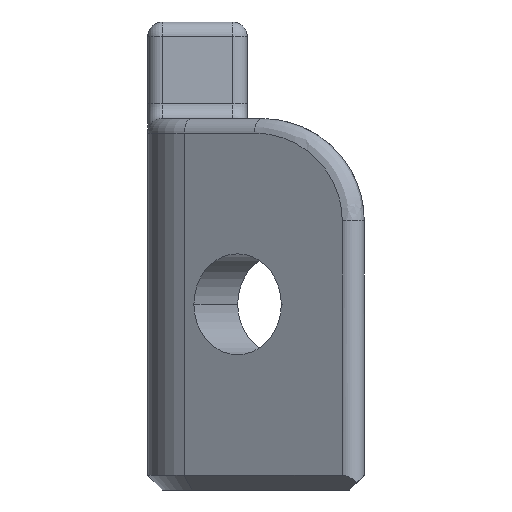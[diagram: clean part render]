
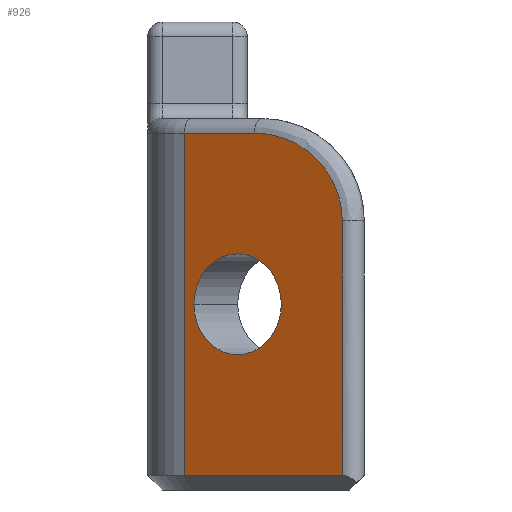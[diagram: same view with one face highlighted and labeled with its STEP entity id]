
A CAD part, left-side view. The second image highlights one B-rep face of the part: STEP entity #926.
In plain terms, the highlighted planar face has unit normal (-0.866, 0.5, 0).
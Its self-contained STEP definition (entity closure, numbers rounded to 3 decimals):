
#71 = ORIENTED_EDGE ( 'NONE', *, *, #598, .T. ) ;
#112 = FACE_OUTER_BOUND ( 'NONE', #3055, .T. ) ;
#115 = CIRCLE ( 'NONE', #2161, 3.45 ) ;
#138 = CARTESIAN_POINT ( 'NONE',  ( -18.267, 4.3, 24.4 ) ) ;
#197 = VERTEX_POINT ( 'NONE', #138 ) ;
#239 = CARTESIAN_POINT ( 'NONE',  ( -24.503, -6.5, 1. ) ) ;
#249 = EDGE_CURVE ( 'NONE', #2302, #1052, #1746, .T. ) ;
#291 = ORIENTED_EDGE ( 'NONE', *, *, #3543, .T. ) ;
#321 = ORIENTED_EDGE ( 'NONE', *, *, #2046, .T. ) ;
#349 = VECTOR ( 'NONE', #2518, 1000. ) ;
#370 = CARTESIAN_POINT ( 'NONE',  ( -24.503, -6.5, 18.4 ) ) ;
#456 = DIRECTION ( 'NONE',  ( -0.5, -0.866, 0. ) ) ;
#462 = CARTESIAN_POINT ( 'NONE',  ( -18.267, 4.3, 32. ) ) ;
#488 = CARTESIAN_POINT ( 'NONE',  ( -24.503, -6.5, 21.915 ) ) ;
#577 = CARTESIAN_POINT ( 'NONE',  ( -20.75, 0., 24.4 ) ) ;
#598 = EDGE_CURVE ( 'NONE', #2354, #1390, #115, .T. ) ;
#614 = CARTESIAN_POINT ( 'NONE',  ( -20.369, 0.66, 12.7 ) ) ;
#791 = CARTESIAN_POINT ( 'NONE',  ( -18.644, 3.648, 12.7 ) ) ;
#839 = VECTOR ( 'NONE', #2434, 1000. ) ;
#851 = CARTESIAN_POINT ( 'NONE',  ( -20.369, 0.66, 12.7 ) ) ;
#876 = CARTESIAN_POINT ( 'NONE',  ( -22.094, -2.328, 12.7 ) ) ;
#918 = DIRECTION ( 'NONE',  ( 0.5, 0.866, 0. ) ) ;
#926 = ADVANCED_FACE ( 'NONE', ( #112, #2363 ), #2081, .F. ) ;
#963 = VERTEX_POINT ( 'NONE', #239 ) ;
#965 = VECTOR ( 'NONE', #2624, 1000. ) ;
#1052 = VERTEX_POINT ( 'NONE', #2627 ) ;
#1140 = DIRECTION ( 'NONE',  ( 0.5, 0.866, 0. ) ) ;
#1265 = ORIENTED_EDGE ( 'NONE', *, *, #1461, .T. ) ;
#1390 = VERTEX_POINT ( 'NONE', #876 ) ;
#1461 = EDGE_CURVE ( 'NONE', #1390, #2354, #2967, .T. ) ;
#1707 = EDGE_CURVE ( 'NONE', #963, #2302, #3196, .T. ) ;
#1743 = LINE ( 'NONE', #577, #965 ) ;
#1746 =( BOUNDED_CURVE ( )  B_SPLINE_CURVE ( 3, ( #2544, #488, #3402, #2759 ),
 .UNSPECIFIED., .F., .F. ) 
 B_SPLINE_CURVE_WITH_KNOTS ( ( 4, 4 ),
 ( 3.142, 4.712 ),
 .UNSPECIFIED. ) 
 CURVE ( )  GEOMETRIC_REPRESENTATION_ITEM ( )  RATIONAL_B_SPLINE_CURVE ( ( 1., 0.805, 0.805, 1. ) ) 
 REPRESENTATION_ITEM ( '' )  );
#1876 = VECTOR ( 'NONE', #456, 1000. ) ;
#2046 = EDGE_CURVE ( 'NONE', #197, #2620, #3399, .T. ) ;
#2081 = PLANE ( 'NONE',  #2200 ) ;
#2161 = AXIS2_PLACEMENT_3D ( 'NONE', #851, #2895, #1140 ) ;
#2200 = AXIS2_PLACEMENT_3D ( 'NONE', #3593, #3579, #2378 ) ;
#2253 = ORIENTED_EDGE ( 'NONE', *, *, #249, .T. ) ;
#2302 = VERTEX_POINT ( 'NONE', #3119 ) ;
#2354 = VERTEX_POINT ( 'NONE', #791 ) ;
#2363 = FACE_BOUND ( 'NONE', #2746, .T. ) ;
#2378 = DIRECTION ( 'NONE',  ( 0.5, 0.866, 0. ) ) ;
#2434 = DIRECTION ( 'NONE',  ( 0., 0., 1. ) ) ;
#2507 = AXIS2_PLACEMENT_3D ( 'NONE', #614, #2655, #918 ) ;
#2513 = CARTESIAN_POINT ( 'NONE',  ( -25.369, -8., 1. ) ) ;
#2518 = DIRECTION ( 'NONE',  ( 0., 0., -1. ) ) ;
#2544 = CARTESIAN_POINT ( 'NONE',  ( -24.503, -6.5, 18.4 ) ) ;
#2620 = VERTEX_POINT ( 'NONE', #3354 ) ;
#2624 = DIRECTION ( 'NONE',  ( 0.5, 0.866, 0. ) ) ;
#2627 = CARTESIAN_POINT ( 'NONE',  ( -21.039, -0.5, 24.4 ) ) ;
#2655 = DIRECTION ( 'NONE',  ( 0.866, -0.5, 0. ) ) ;
#2746 = EDGE_LOOP ( 'NONE', ( #1265, #71 ) ) ;
#2759 = CARTESIAN_POINT ( 'NONE',  ( -21.039, -0.5, 24.4 ) ) ;
#2817 = EDGE_CURVE ( 'NONE', #2620, #963, #3481, .T. ) ;
#2895 = DIRECTION ( 'NONE',  ( 0.866, -0.5, 0. ) ) ;
#2937 = ORIENTED_EDGE ( 'NONE', *, *, #2817, .T. ) ;
#2967 = CIRCLE ( 'NONE', #2507, 3.45 ) ;
#3055 = EDGE_LOOP ( 'NONE', ( #2937, #3307, #2253, #291, #321 ) ) ;
#3119 = CARTESIAN_POINT ( 'NONE',  ( -24.503, -6.5, 18.4 ) ) ;
#3196 = LINE ( 'NONE', #370, #839 ) ;
#3307 = ORIENTED_EDGE ( 'NONE', *, *, #1707, .T. ) ;
#3354 = CARTESIAN_POINT ( 'NONE',  ( -18.267, 4.3, 1. ) ) ;
#3399 = LINE ( 'NONE', #462, #349 ) ;
#3402 = CARTESIAN_POINT ( 'NONE',  ( -23.068, -4.015, 24.4 ) ) ;
#3481 = LINE ( 'NONE', #2513, #1876 ) ;
#3543 = EDGE_CURVE ( 'NONE', #1052, #197, #1743, .T. ) ;
#3579 = DIRECTION ( 'NONE',  ( 0.866, -0.5, 0. ) ) ;
#3593 = CARTESIAN_POINT ( 'NONE',  ( -20.75, 0., 32. ) ) ;
